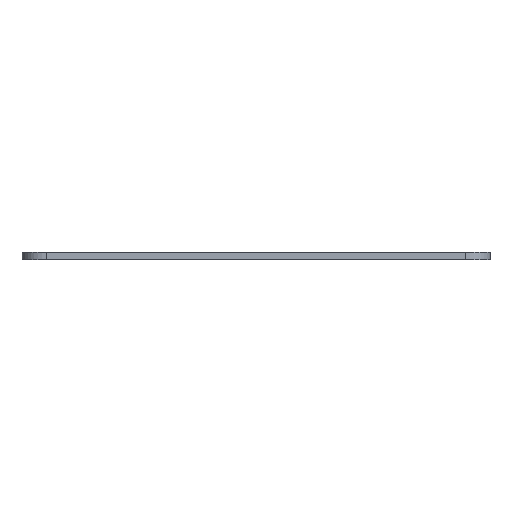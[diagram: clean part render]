
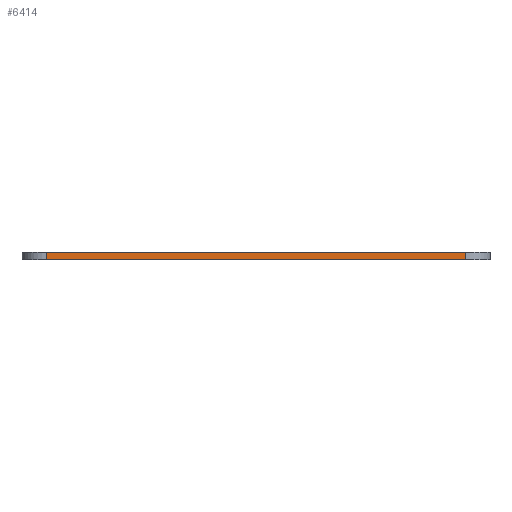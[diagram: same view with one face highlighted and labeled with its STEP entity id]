
A CAD part, front view. The second image highlights one B-rep face of the part: STEP entity #6414.
In plain terms, the highlighted planar face has unit normal (0, -1, 0).
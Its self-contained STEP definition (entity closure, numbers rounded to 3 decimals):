
#981=FACE_OUTER_BOUND('',#1349,.T.);
#1349=EDGE_LOOP('',(#5750,#5751,#5752,#5753));
#1851=LINE('',#12496,#2385);
#1869=LINE('',#12579,#2403);
#1870=LINE('',#12582,#2404);
#1871=LINE('',#12583,#2405);
#2385=VECTOR('',#7326,10.);
#2403=VECTOR('',#7398,10.);
#2404=VECTOR('',#7401,10.);
#2405=VECTOR('',#7402,10.);
#3019=VERTEX_POINT('',#12474);
#3029=VERTEX_POINT('',#12494);
#3066=VERTEX_POINT('',#12575);
#3068=VERTEX_POINT('',#12581);
#3941=EDGE_CURVE('',#3029,#3019,#1851,.T.);
#3980=EDGE_CURVE('',#3019,#3066,#1869,.T.);
#3981=EDGE_CURVE('',#3068,#3029,#1870,.T.);
#3982=EDGE_CURVE('',#3066,#3068,#1871,.T.);
#5750=ORIENTED_EDGE('',*,*,#3980,.F.);
#5751=ORIENTED_EDGE('',*,*,#3941,.F.);
#5752=ORIENTED_EDGE('',*,*,#3981,.F.);
#5753=ORIENTED_EDGE('',*,*,#3982,.F.);
#6096=PLANE('',#6605);
#6414=ADVANCED_FACE('',(#981),#6096,.T.);
#6605=AXIS2_PLACEMENT_3D('',#12580,#7399,#7400);
#7326=DIRECTION('',(-1.,0.,0.));
#7398=DIRECTION('',(0.,0.,1.));
#7399=DIRECTION('center_axis',(0.,-1.,0.));
#7400=DIRECTION('ref_axis',(1.,0.,0.));
#7401=DIRECTION('',(0.,0.,-1.));
#7402=DIRECTION('',(1.,0.,0.));
#12474=CARTESIAN_POINT('',(-17.2,-69.53,0.));
#12494=CARTESIAN_POINT('',(68.8,-69.53,0.));
#12496=CARTESIAN_POINT('',(73.8,-69.53,0.));
#12575=CARTESIAN_POINT('',(-17.2,-69.53,1.5));
#12579=CARTESIAN_POINT('',(-17.2,-69.53,0.));
#12580=CARTESIAN_POINT('Origin',(-22.2,-69.53,0.));
#12581=CARTESIAN_POINT('',(68.8,-69.53,1.5));
#12582=CARTESIAN_POINT('',(68.8,-69.53,0.));
#12583=CARTESIAN_POINT('',(73.8,-69.53,1.5));
